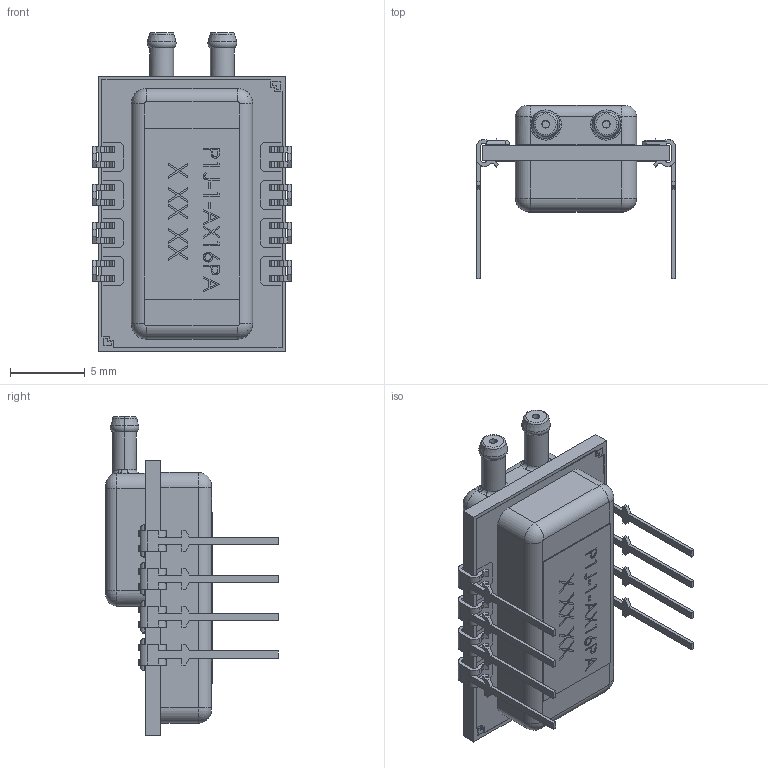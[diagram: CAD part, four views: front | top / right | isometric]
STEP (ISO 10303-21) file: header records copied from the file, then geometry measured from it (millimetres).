
FILE_DESCRIPTION (( 'STEP AP214' ), '1' );
FILE_NAME ('P1J.STEP', '2015-10-15T21:12:29', ( 'test' ), ( '' ), 'SwSTEP 2.0', 'SolidWorks 2015', '' );
FILE_SCHEMA (( 'AUTOMOTIVE_DESIGN' ));
Length unit declared in the file: millimetre
Products named in the file (1): P1J
Bounding box: 13.34 x 11.58 x 21.36 mm (x, y, z)
Volume: 921.8 mm3; surface area: 1019.3 mm2
Topology: 1 solids, 4 shells, 992 faces, 2773 edges, 1825 vertices
Faces by surface type: plane 728, cylinder 203, bspline 30, torus 23, cone 8
Entity records: 33193 total; most frequent: CARTESIAN_POINT 7517, ORIENTED_EDGE 5546, DIRECTION 5011, EDGE_CURVE 2773, VECTOR 2229, LINE 2229, VERTEX_POINT 1825, AXIS2_PLACEMENT_3D 1391
